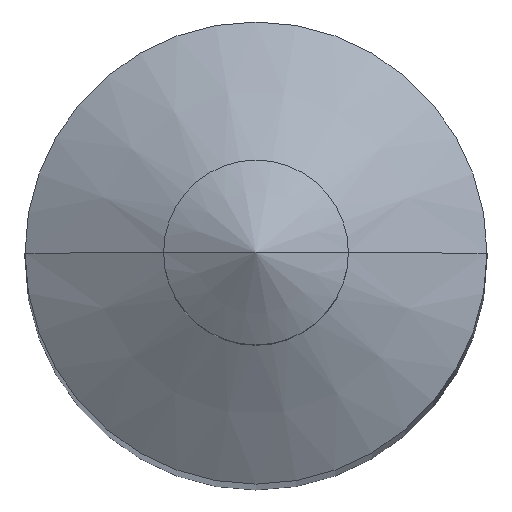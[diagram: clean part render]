
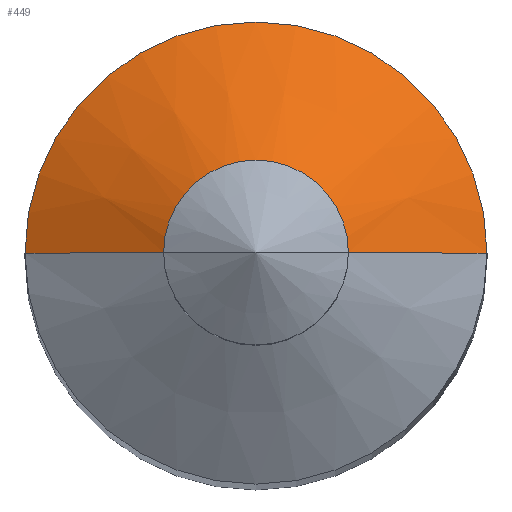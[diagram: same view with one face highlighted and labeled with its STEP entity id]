
A CAD part, top view. The second image highlights one B-rep face of the part: STEP entity #449.
In plain terms, the highlighted conical face has half-angle 60 degrees and reference radius 0.8 mm.
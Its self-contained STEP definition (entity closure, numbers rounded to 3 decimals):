
#7 = LINE ( 'NONE', #428, #166 ) ;
#9 = CARTESIAN_POINT ( 'NONE',  ( 0.8, 0., 33.1 ) ) ;
#14 = DIRECTION ( 'NONE',  ( -1., 0., 0. ) ) ;
#19 = DIRECTION ( 'NONE',  ( -1., 0., 0. ) ) ;
#26 = VERTEX_POINT ( 'NONE', #116 ) ;
#28 = ORIENTED_EDGE ( 'NONE', *, *, #96, .F. ) ;
#33 = EDGE_CURVE ( 'NONE', #204, #84, #7, .T. ) ;
#44 = CARTESIAN_POINT ( 'NONE',  ( 0., 0., 33.1 ) ) ;
#55 = EDGE_LOOP ( 'NONE', ( #399, #400, #28, #328 ) ) ;
#84 = VERTEX_POINT ( 'NONE', #94 ) ;
#94 = CARTESIAN_POINT ( 'NONE',  ( -2., 0., 32.407 ) ) ;
#96 = EDGE_CURVE ( 'NONE', #84, #26, #314, .T. ) ;
#116 = CARTESIAN_POINT ( 'NONE',  ( 2., 0., 32.407 ) ) ;
#126 = DIRECTION ( 'NONE',  ( 0., 0., -1. ) ) ;
#166 = VECTOR ( 'NONE', #272, 1000. ) ;
#175 = VECTOR ( 'NONE', #206, 1000. ) ;
#187 = EDGE_CURVE ( 'NONE', #204, #394, #369, .T. ) ;
#204 = VERTEX_POINT ( 'NONE', #283 ) ;
#206 = DIRECTION ( 'NONE',  ( 0.866, 0., -0.5 ) ) ;
#227 = DIRECTION ( 'NONE',  ( -1., 0., 0. ) ) ;
#228 = EDGE_CURVE ( 'NONE', #394, #26, #396, .T. ) ;
#236 = CARTESIAN_POINT ( 'NONE',  ( 0.8, 0., 33.1 ) ) ;
#272 = DIRECTION ( 'NONE',  ( -0.866, 0., -0.5 ) ) ;
#276 = AXIS2_PLACEMENT_3D ( 'NONE', #315, #306, #19 ) ;
#283 = CARTESIAN_POINT ( 'NONE',  ( -0.8, 0., 33.1 ) ) ;
#288 = CONICAL_SURFACE ( 'NONE', #414, 0.8, 1.047 ) ;
#303 = DIRECTION ( 'NONE',  ( 0., 0., -1. ) ) ;
#306 = DIRECTION ( 'NONE',  ( 0., 0., -1. ) ) ;
#314 = CIRCLE ( 'NONE', #276, 2. ) ;
#315 = CARTESIAN_POINT ( 'NONE',  ( 0., 0., 32.407 ) ) ;
#328 = ORIENTED_EDGE ( 'NONE', *, *, #33, .F. ) ;
#369 = CIRCLE ( 'NONE', #426, 0.8 ) ;
#390 = FACE_OUTER_BOUND ( 'NONE', #55, .T. ) ;
#394 = VERTEX_POINT ( 'NONE', #236 ) ;
#396 = LINE ( 'NONE', #9, #175 ) ;
#399 = ORIENTED_EDGE ( 'NONE', *, *, #187, .T. ) ;
#400 = ORIENTED_EDGE ( 'NONE', *, *, #228, .T. ) ;
#414 = AXIS2_PLACEMENT_3D ( 'NONE', #44, #303, #227 ) ;
#426 = AXIS2_PLACEMENT_3D ( 'NONE', #472, #126, #14 ) ;
#428 = CARTESIAN_POINT ( 'NONE',  ( -0.8, 0., 33.1 ) ) ;
#449 = ADVANCED_FACE ( 'NONE', ( #390 ), #288, .T. ) ;
#472 = CARTESIAN_POINT ( 'NONE',  ( 0., 0., 33.1 ) ) ;
